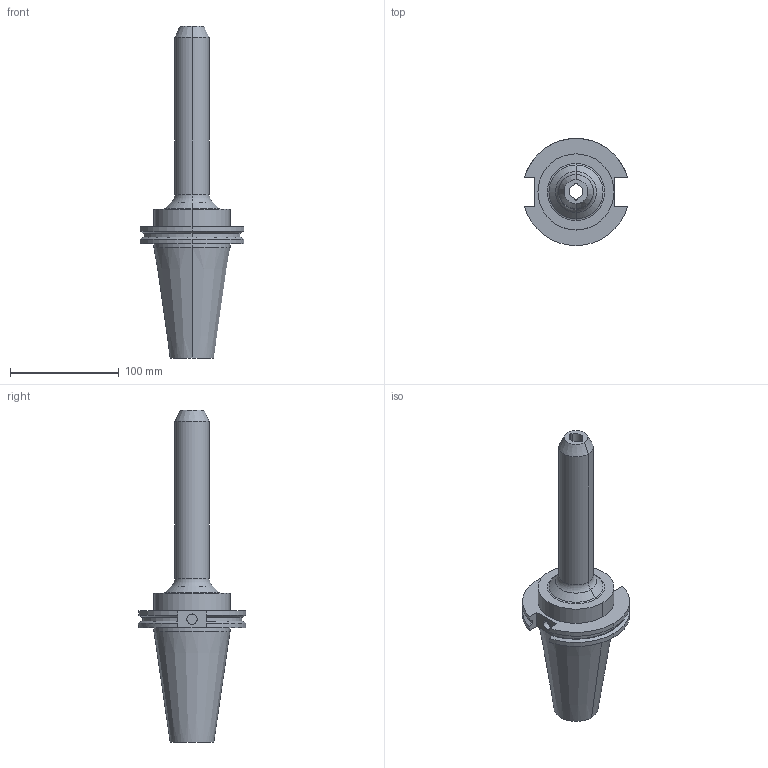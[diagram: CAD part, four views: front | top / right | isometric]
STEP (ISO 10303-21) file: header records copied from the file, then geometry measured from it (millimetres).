
FILE_DESCRIPTION (( 'STEP AP203' ), '1' );
FILE_NAME ('STP-SATE-22937-8B.STEP', '2018-08-27T01:58:35', ( '' ), ( '' ), 'SwSTEP 2.0', 'SolidWorks 2015', '' );
FILE_SCHEMA (( 'CONFIG_CONTROL_DESIGN' ));
Length unit declared in the file: millimetre
Products named in the file (1): STP-SATE-22937-8B
Bounding box: 94.95 x 98.42 x 304.8 mm (x, y, z)
Volume: 491171.4 mm3; surface area: 71918.7 mm2
Topology: 1 solids, 1 shells, 69 faces, 166 edges, 105 vertices
Faces by surface type: cylinder 31, plane 18, cone 16, torus 4
Entity records: 2118 total; most frequent: DIRECTION 383, CARTESIAN_POINT 365, ORIENTED_EDGE 332, EDGE_CURVE 166, AXIS2_PLACEMENT_3D 155, VERTEX_POINT 105, CIRCLE 85, EDGE_LOOP 77
